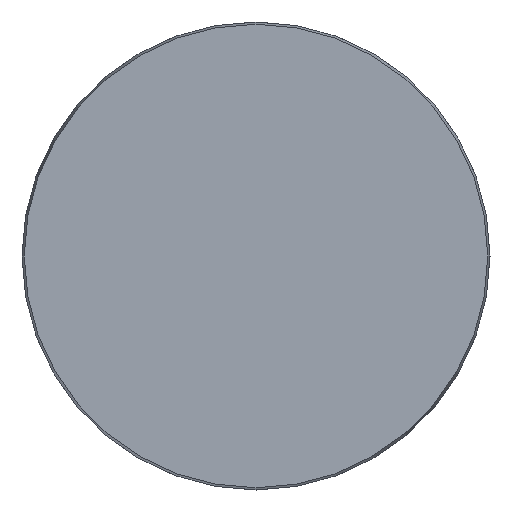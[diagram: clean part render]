
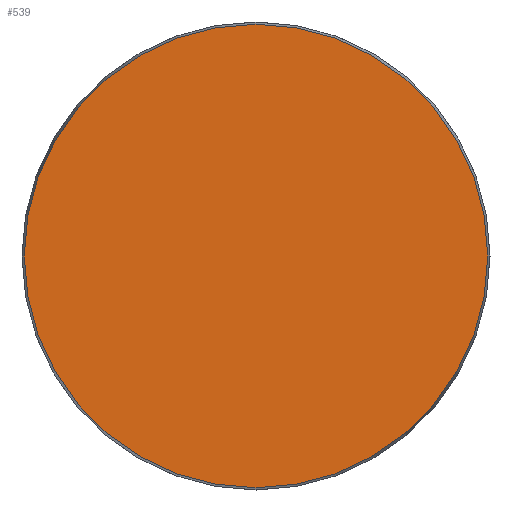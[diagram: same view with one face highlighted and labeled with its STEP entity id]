
A CAD part, front view. The second image highlights one B-rep face of the part: STEP entity #539.
In plain terms, the highlighted planar face has unit normal (0, -1, 0).
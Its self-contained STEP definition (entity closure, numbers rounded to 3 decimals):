
#53 = CARTESIAN_POINT ( 'NONE',  ( -58.425, 0., 0. ) ) ;
#55 = CARTESIAN_POINT ( 'NONE',  ( 0., 0., -58.425 ) ) ;
#74 = DIRECTION ( 'NONE',  ( 0., -1., 0. ) ) ;
#97 = PLANE ( 'NONE',  #331 ) ;
#142 = FACE_OUTER_BOUND ( 'NONE', #359, .T. ) ;
#195 = AXIS2_PLACEMENT_3D ( 'NONE', #273, #74, #376 ) ;
#202 = EDGE_CURVE ( 'NONE', #360, #360, #448, .T. ) ;
#263 = DIRECTION ( 'NONE',  ( 0., 1., 0. ) ) ;
#273 = CARTESIAN_POINT ( 'NONE',  ( 0., 0., 0. ) ) ;
#331 = AXIS2_PLACEMENT_3D ( 'NONE', #53, #263, #400 ) ;
#359 = EDGE_LOOP ( 'NONE', ( #387 ) ) ;
#360 = VERTEX_POINT ( 'NONE', #55 ) ;
#376 = DIRECTION ( 'NONE',  ( 0., 0., -1. ) ) ;
#387 = ORIENTED_EDGE ( 'NONE', *, *, #202, .T. ) ;
#400 = DIRECTION ( 'NONE',  ( 0., 0., 1. ) ) ;
#448 = CIRCLE ( 'NONE', #195, 58.425 ) ;
#539 = ADVANCED_FACE ( 'NONE', ( #142 ), #97, .F. ) ;
